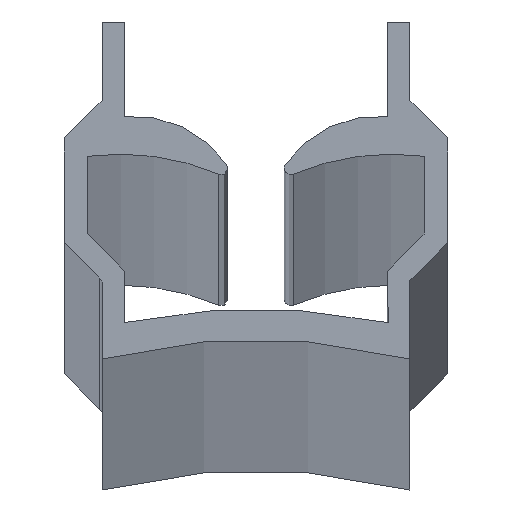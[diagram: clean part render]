
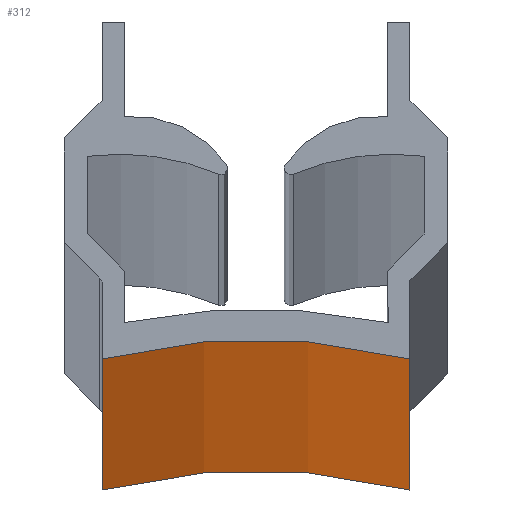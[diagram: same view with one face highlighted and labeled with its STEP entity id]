
A CAD part, top view. The second image highlights one B-rep face of the part: STEP entity #312.
In plain terms, the highlighted cylindrical face has radius 16.538 mm (diameter 33.076 mm), a partial arc.
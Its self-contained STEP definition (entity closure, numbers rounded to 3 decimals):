
#11 = EDGE_CURVE ( 'NONE', #322, #654, #742, .T. ) ;
#41 = CIRCLE ( 'NONE', #714, 16.538 ) ;
#78 = CARTESIAN_POINT ( 'NONE',  ( 5.1, -16.022, 2000. ) ) ;
#101 = ORIENTED_EDGE ( 'NONE', *, *, #11, .F. ) ;
#178 = EDGE_LOOP ( 'NONE', ( #984, #101, #944, #384 ) ) ;
#215 = DIRECTION ( 'NONE',  ( 0., 0., -1. ) ) ;
#255 = VECTOR ( 'NONE', #271, 1000. ) ;
#261 = EDGE_CURVE ( 'NONE', #454, #322, #334, .T. ) ;
#271 = DIRECTION ( 'NONE',  ( 0., 0., 1. ) ) ;
#275 = AXIS2_PLACEMENT_3D ( 'NONE', #78, #683, #505 ) ;
#290 = CARTESIAN_POINT ( 'NONE',  ( 9.2, 0., 0. ) ) ;
#312 = ADVANCED_FACE ( 'NONE', ( #350 ), #576, .F. ) ;
#322 = VERTEX_POINT ( 'NONE', #851 ) ;
#334 = LINE ( 'NONE', #1098, #255 ) ;
#350 = FACE_OUTER_BOUND ( 'NONE', #178, .T. ) ;
#384 = ORIENTED_EDGE ( 'NONE', *, *, #812, .F. ) ;
#385 = CARTESIAN_POINT ( 'NONE',  ( 5.1, -16.022, 0. ) ) ;
#423 = EDGE_CURVE ( 'NONE', #654, #860, #481, .T. ) ;
#454 = VERTEX_POINT ( 'NONE', #1039 ) ;
#481 = LINE ( 'NONE', #782, #840 ) ;
#505 = DIRECTION ( 'NONE',  ( -1., 0., 0. ) ) ;
#539 = DIRECTION ( 'NONE',  ( 0., 0., 1. ) ) ;
#576 = CYLINDRICAL_SURFACE ( 'NONE', #275, 16.538 ) ;
#654 = VERTEX_POINT ( 'NONE', #689 ) ;
#683 = DIRECTION ( 'NONE',  ( 0., 0., -1. ) ) ;
#684 = DIRECTION ( 'NONE',  ( 0., 0., -1. ) ) ;
#689 = CARTESIAN_POINT ( 'NONE',  ( 9.2, 0., 2000. ) ) ;
#714 = AXIS2_PLACEMENT_3D ( 'NONE', #385, #539, #889 ) ;
#742 = CIRCLE ( 'NONE', #824, 16.538 ) ;
#782 = CARTESIAN_POINT ( 'NONE',  ( 9.2, 0., 2000. ) ) ;
#812 = EDGE_CURVE ( 'NONE', #860, #454, #41, .T. ) ;
#821 = CARTESIAN_POINT ( 'NONE',  ( 5.1, -16.022, 2000. ) ) ;
#824 = AXIS2_PLACEMENT_3D ( 'NONE', #821, #215, #906 ) ;
#840 = VECTOR ( 'NONE', #684, 1000. ) ;
#851 = CARTESIAN_POINT ( 'NONE',  ( 1., 0., 2000. ) ) ;
#860 = VERTEX_POINT ( 'NONE', #290 ) ;
#889 = DIRECTION ( 'NONE',  ( -1., 0., 0. ) ) ;
#906 = DIRECTION ( 'NONE',  ( -1., 0., 0. ) ) ;
#944 = ORIENTED_EDGE ( 'NONE', *, *, #261, .F. ) ;
#984 = ORIENTED_EDGE ( 'NONE', *, *, #423, .F. ) ;
#1039 = CARTESIAN_POINT ( 'NONE',  ( 1., 0., 0. ) ) ;
#1098 = CARTESIAN_POINT ( 'NONE',  ( 1., 0., 2000. ) ) ;
